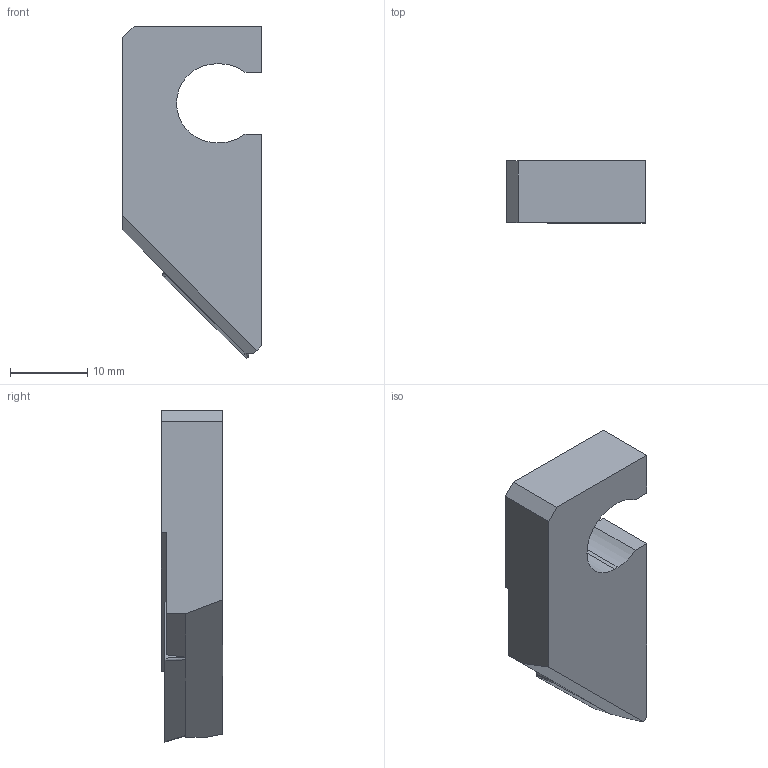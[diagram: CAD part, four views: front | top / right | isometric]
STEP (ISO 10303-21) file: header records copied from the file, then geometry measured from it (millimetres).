
FILE_DESCRIPTION((''),'1');
FILE_NAME('CB2-45CW12A.stp','2024-09-12T02:07:53',(''),(''),'Spatial Interop R21 SP3','Kubotek KeyCreator 2011 V10.0.2 (22737)',' ');
FILE_SCHEMA(('automotive_design'));
Length unit declared in the file: millimetre
Products named in the file (2): 240[2]; 241[3]
Bounding box: 18 x 8 x 43 mm (x, y, z)
Volume: 4122.8 mm3; surface area: 2372.7 mm2
Topology: 2 solids, 2 shells, 33 faces, 86 edges, 57 vertices
Faces by surface type: plane 26, cylinder 7
Entity records: 1887 total; most frequent: CARTESIAN_POINT 178, ORIENTED_EDGE 172, DIRECTION 170, PRESENTATION_STYLE_ASSIGNMENT 156, COLOUR_RGB 156, STYLED_ITEM 121, CURVE_STYLE 121, DRAUGHTING_PRE_DEFINED_CURVE_FONT 121
